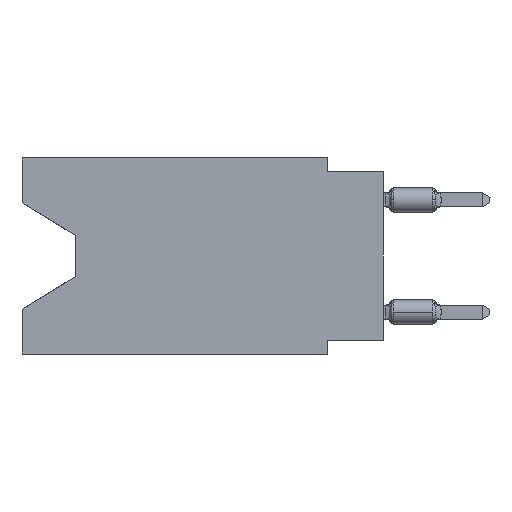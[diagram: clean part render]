
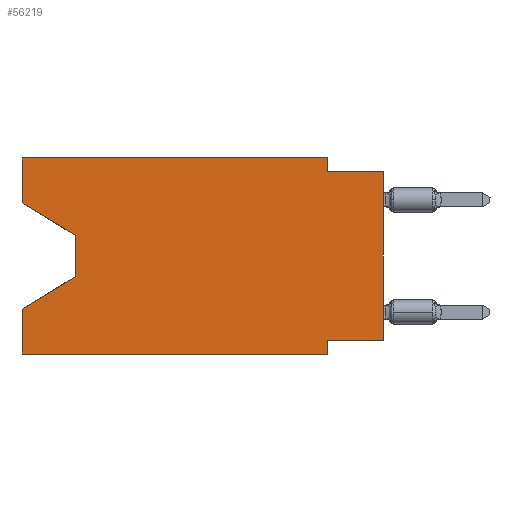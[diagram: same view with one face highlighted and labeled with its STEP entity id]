
A CAD part, left-side view. The second image highlights one B-rep face of the part: STEP entity #56219.
In plain terms, the highlighted planar face has unit normal (-1, 0, 0).
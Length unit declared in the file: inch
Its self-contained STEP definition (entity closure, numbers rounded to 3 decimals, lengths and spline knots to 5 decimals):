
#917 = DIRECTION ( 'NONE',  ( 0., 1., 0. ) ) ;
#1362 = EDGE_CURVE ( 'NONE', #33378, #55250, #9259, .T. ) ;
#1494 = ORIENTED_EDGE ( 'NONE', *, *, #28581, .T. ) ;
#3594 = VERTEX_POINT ( 'NONE', #63614 ) ;
#4054 = CARTESIAN_POINT ( 'NONE',  ( 0., 0.1, -0.35 ) ) ;
#7213 = ORIENTED_EDGE ( 'NONE', *, *, #62919, .F. ) ;
#9259 = LINE ( 'NONE', #41746, #30295 ) ;
#9831 = CARTESIAN_POINT ( 'NONE',  ( 0., 0., -0.025 ) ) ;
#10979 = EDGE_LOOP ( 'NONE', ( #37955, #50471, #59757, #63511, #1494, #13295, #7213, #62131, #72066, #22588, #63505, #43849 ) ) ;
#11302 = VERTEX_POINT ( 'NONE', #15008 ) ;
#13295 = ORIENTED_EDGE ( 'NONE', *, *, #34332, .F. ) ;
#15008 = CARTESIAN_POINT ( 'NONE',  ( 0., 0.1, 0. ) ) ;
#15095 = CARTESIAN_POINT ( 'NONE',  ( 0., 0.55, -0.138 ) ) ;
#15923 = EDGE_CURVE ( 'NONE', #61306, #18209, #29908, .T. ) ;
#16151 = LINE ( 'NONE', #20893, #19195 ) ;
#18209 = VERTEX_POINT ( 'NONE', #9831 ) ;
#18724 = AXIS2_PLACEMENT_3D ( 'NONE', #54306, #48812, #71068 ) ;
#18944 = DIRECTION ( 'NONE',  ( 0., 0.855, -0.519 ) ) ;
#19012 = DIRECTION ( 'NONE',  ( 0., -1., 0. ) ) ;
#19195 = VECTOR ( 'NONE', #43137, 39.37008 ) ;
#19335 = LINE ( 'NONE', #41595, #39390 ) ;
#20893 = CARTESIAN_POINT ( 'NONE',  ( 0., 0.645, 0. ) ) ;
#21883 = CARTESIAN_POINT ( 'NONE',  ( 0., 0.645, 0. ) ) ;
#22358 = LINE ( 'NONE', #15095, #56202 ) ;
#22588 = ORIENTED_EDGE ( 'NONE', *, *, #70643, .F. ) ;
#22602 = VECTOR ( 'NONE', #44953, 39.37008 ) ;
#23157 = VERTEX_POINT ( 'NONE', #67144 ) ;
#23693 = CARTESIAN_POINT ( 'NONE',  ( 0., 0.645, -0.26975 ) ) ;
#24003 = VECTOR ( 'NONE', #19012, 39.37008 ) ;
#25907 = VERTEX_POINT ( 'NONE', #23693 ) ;
#26987 = VERTEX_POINT ( 'NONE', #41749 ) ;
#27123 = DIRECTION ( 'NONE',  ( 0., 0., -1. ) ) ;
#28189 = LINE ( 'NONE', #50438, #22602 ) ;
#28581 = EDGE_CURVE ( 'NONE', #3594, #54266, #65122, .T. ) ;
#28611 = LINE ( 'NONE', #51947, #64749 ) ;
#28897 = VECTOR ( 'NONE', #48521, 39.37008 ) ;
#29311 = VECTOR ( 'NONE', #47036, 39.37008 ) ;
#29319 = EDGE_CURVE ( 'NONE', #3594, #25907, #16151, .T. ) ;
#29908 = LINE ( 'NONE', #52168, #29311 ) ;
#30262 = LINE ( 'NONE', #44600, #31831 ) ;
#30295 = VECTOR ( 'NONE', #53067, 39.37008 ) ;
#30875 = CARTESIAN_POINT ( 'NONE',  ( 0., 0.55, -0.138 ) ) ;
#31831 = VECTOR ( 'NONE', #18944, 39.37008 ) ;
#33378 = VERTEX_POINT ( 'NONE', #56927 ) ;
#34332 = EDGE_CURVE ( 'NONE', #46977, #54266, #54022, .T. ) ;
#35987 = VECTOR ( 'NONE', #69724, 39.37008 ) ;
#37730 = CARTESIAN_POINT ( 'NONE',  ( 0., 0.645, -0.35 ) ) ;
#37848 = PLANE ( 'NONE',  #18724 ) ;
#37955 = ORIENTED_EDGE ( 'NONE', *, *, #1362, .T. ) ;
#39390 = VECTOR ( 'NONE', #63882, 39.37008 ) ;
#41595 = CARTESIAN_POINT ( 'NONE',  ( 0., 0.1, 0. ) ) ;
#41746 = CARTESIAN_POINT ( 'NONE',  ( 0., 0.645, -0.08025 ) ) ;
#41749 = CARTESIAN_POINT ( 'NONE',  ( 0., 0.1, -0.025 ) ) ;
#43137 = DIRECTION ( 'NONE',  ( 0., 0., 1. ) ) ;
#43703 = FACE_OUTER_BOUND ( 'NONE', #10979, .T. ) ;
#43849 = ORIENTED_EDGE ( 'NONE', *, *, #51913, .F. ) ;
#44600 = CARTESIAN_POINT ( 'NONE',  ( 0., 0.55, -0.212 ) ) ;
#44953 = DIRECTION ( 'NONE',  ( 0., -1., 0. ) ) ;
#45567 = EDGE_CURVE ( 'NONE', #55250, #23157, #22358, .T. ) ;
#46735 = LINE ( 'NONE', #69704, #24003 ) ;
#46977 = VERTEX_POINT ( 'NONE', #69272 ) ;
#47036 = DIRECTION ( 'NONE',  ( 0., 0., 1. ) ) ;
#47109 = CARTESIAN_POINT ( 'NONE',  ( 0., 0.645, 0. ) ) ;
#48521 = DIRECTION ( 'NONE',  ( 0., 0., -1. ) ) ;
#48812 = DIRECTION ( 'NONE',  ( 1., 0., 0. ) ) ;
#49125 = VERTEX_POINT ( 'NONE', #21883 ) ;
#49928 = EDGE_CURVE ( 'NONE', #26987, #18209, #28189, .T. ) ;
#50438 = CARTESIAN_POINT ( 'NONE',  ( 0., 0., -0.025 ) ) ;
#50471 = ORIENTED_EDGE ( 'NONE', *, *, #45567, .T. ) ;
#51913 = EDGE_CURVE ( 'NONE', #33378, #49125, #64281, .T. ) ;
#51947 = CARTESIAN_POINT ( 'NONE',  ( 0., 0., -0.325 ) ) ;
#52168 = CARTESIAN_POINT ( 'NONE',  ( 0., 0., 0. ) ) ;
#53067 = DIRECTION ( 'NONE',  ( 0., -0.855, -0.519 ) ) ;
#53942 = CARTESIAN_POINT ( 'NONE',  ( 0., 0.1, -0.35 ) ) ;
#54022 = LINE ( 'NONE', #4054, #28897 ) ;
#54266 = VERTEX_POINT ( 'NONE', #53942 ) ;
#54306 = CARTESIAN_POINT ( 'NONE',  ( 0., 0.645, 0. ) ) ;
#55250 = VERTEX_POINT ( 'NONE', #30875 ) ;
#56202 = VECTOR ( 'NONE', #27123, 39.37008 ) ;
#56219 = ADVANCED_FACE ( 'NONE', ( #43703 ), #37848, .F. ) ;
#56927 = CARTESIAN_POINT ( 'NONE',  ( 0., 0.645, -0.08025 ) ) ;
#58453 = EDGE_CURVE ( 'NONE', #23157, #25907, #30262, .T. ) ;
#59757 = ORIENTED_EDGE ( 'NONE', *, *, #58453, .T. ) ;
#60025 = DIRECTION ( 'NONE',  ( 0., -1., 0. ) ) ;
#61306 = VERTEX_POINT ( 'NONE', #68436 ) ;
#62131 = ORIENTED_EDGE ( 'NONE', *, *, #15923, .T. ) ;
#62919 = EDGE_CURVE ( 'NONE', #61306, #46977, #28611, .T. ) ;
#63505 = ORIENTED_EDGE ( 'NONE', *, *, #63512, .F. ) ;
#63511 = ORIENTED_EDGE ( 'NONE', *, *, #29319, .F. ) ;
#63512 = EDGE_CURVE ( 'NONE', #49125, #11302, #46735, .T. ) ;
#63614 = CARTESIAN_POINT ( 'NONE',  ( 0., 0.645, -0.35 ) ) ;
#63882 = DIRECTION ( 'NONE',  ( 0., 0., -1. ) ) ;
#64281 = LINE ( 'NONE', #47109, #35987 ) ;
#64749 = VECTOR ( 'NONE', #917, 39.37008 ) ;
#65122 = LINE ( 'NONE', #37730, #70380 ) ;
#67144 = CARTESIAN_POINT ( 'NONE',  ( 0., 0.55, -0.212 ) ) ;
#68436 = CARTESIAN_POINT ( 'NONE',  ( 0., 0., -0.325 ) ) ;
#69272 = CARTESIAN_POINT ( 'NONE',  ( 0., 0.1, -0.325 ) ) ;
#69704 = CARTESIAN_POINT ( 'NONE',  ( 0., 0.645, 0. ) ) ;
#69724 = DIRECTION ( 'NONE',  ( 0., 0., 1. ) ) ;
#70380 = VECTOR ( 'NONE', #60025, 39.37008 ) ;
#70643 = EDGE_CURVE ( 'NONE', #11302, #26987, #19335, .T. ) ;
#71068 = DIRECTION ( 'NONE',  ( 0., 0., -1. ) ) ;
#72066 = ORIENTED_EDGE ( 'NONE', *, *, #49928, .F. ) ;
